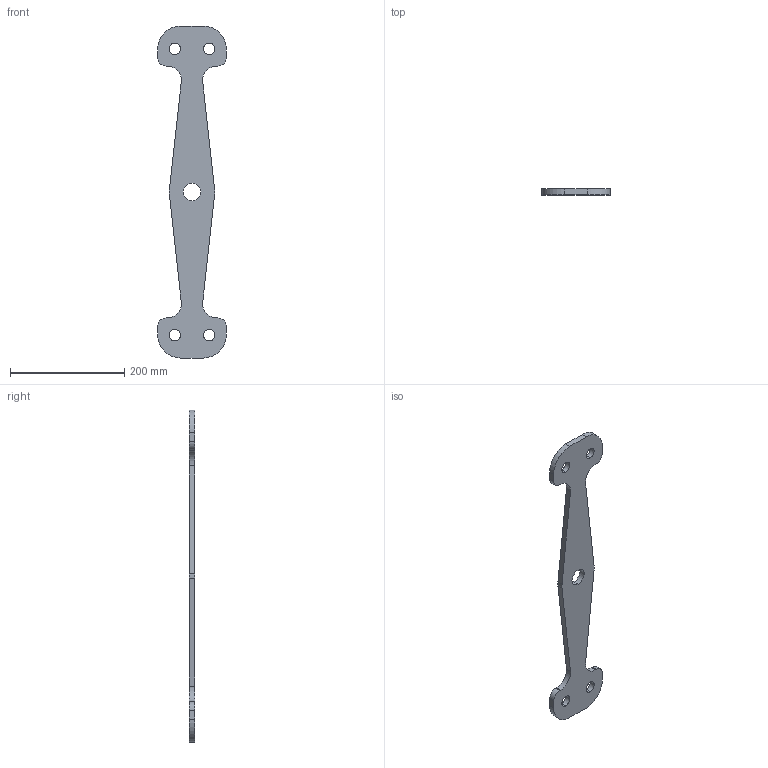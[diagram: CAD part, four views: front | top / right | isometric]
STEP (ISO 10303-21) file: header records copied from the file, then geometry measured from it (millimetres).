
FILE_DESCRIPTION (( 'STEP AP203' ), '1' );
FILE_NAME ('bar_Default_sldprt.STEP', '2021-05-13T06:02:15', ( '' ), ( '' ), 'SwSTEP 2.0', 'SolidWorks 2020', '' );
FILE_SCHEMA (( 'CONFIG_CONTROL_DESIGN' ));
Length unit declared in the file: millimetre
Products named in the file (1): bar_Default_sldprt
Bounding box: 120 x 10 x 580 mm (x, y, z)
Volume: 384042.5 mm3; surface area: 94598.1 mm2
Topology: 1 solids, 1 shells, 40 faces, 114 edges, 76 vertices
Faces by surface type: cylinder 24, plane 16
Entity records: 1423 total; most frequent: DIRECTION 244, CARTESIAN_POINT 231, ORIENTED_EDGE 228, EDGE_CURVE 114, AXIS2_PLACEMENT_3D 89, VERTEX_POINT 76, LINE 66, VECTOR 66
